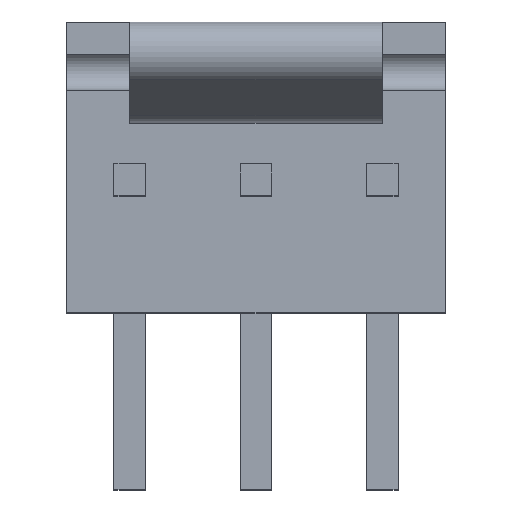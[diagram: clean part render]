
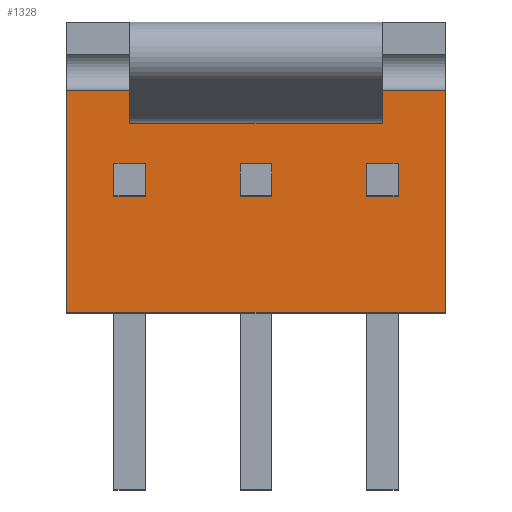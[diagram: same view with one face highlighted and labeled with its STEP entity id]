
A CAD part, top view. The second image highlights one B-rep face of the part: STEP entity #1328.
In plain terms, the highlighted planar face has unit normal (0, 0, 1).
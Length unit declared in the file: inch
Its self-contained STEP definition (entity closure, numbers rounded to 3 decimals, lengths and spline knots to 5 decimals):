
#89=DIRECTION('',(0.,-1.,0.));
#90=VECTOR('',#89,0.176);
#91=CARTESIAN_POINT('',(-0.15,0.071,0.));
#92=LINE('',#91,#90);
#253=DIRECTION('',(0.,-1.,0.));
#254=VECTOR('',#253,0.176);
#255=CARTESIAN_POINT('',(0.15,0.071,0.));
#256=LINE('',#255,#254);
#338=DIRECTION('',(1.,0.,0.));
#339=VECTOR('',#338,0.3);
#340=CARTESIAN_POINT('',(-0.15,-0.105,0.));
#341=LINE('',#340,#339);
#342=DIRECTION('',(1.,0.,0.));
#343=VECTOR('',#342,0.3);
#344=CARTESIAN_POINT('',(-0.15,0.071,0.));
#345=LINE('',#344,#343);
#346=DIRECTION('',(0.,1.,0.));
#347=VECTOR('',#346,0.025);
#348=CARTESIAN_POINT('',(0.0875,-0.0125,0.));
#349=LINE('',#348,#347);
#350=DIRECTION('',(1.,0.,0.));
#351=VECTOR('',#350,0.025);
#352=CARTESIAN_POINT('',(0.0875,-0.0125,0.));
#353=LINE('',#352,#351);
#354=DIRECTION('',(0.,1.,0.));
#355=VECTOR('',#354,0.025);
#356=CARTESIAN_POINT('',(0.1125,-0.0125,0.));
#357=LINE('',#356,#355);
#358=DIRECTION('',(1.,0.,0.));
#359=VECTOR('',#358,0.025);
#360=CARTESIAN_POINT('',(0.0875,0.0125,0.));
#361=LINE('',#360,#359);
#362=DIRECTION('',(0.,1.,0.));
#363=VECTOR('',#362,0.025);
#364=CARTESIAN_POINT('',(-0.0125,-0.0125,0.));
#365=LINE('',#364,#363);
#366=DIRECTION('',(1.,0.,0.));
#367=VECTOR('',#366,0.025);
#368=CARTESIAN_POINT('',(-0.0125,-0.0125,0.));
#369=LINE('',#368,#367);
#370=DIRECTION('',(0.,1.,0.));
#371=VECTOR('',#370,0.025);
#372=CARTESIAN_POINT('',(0.0125,-0.0125,0.));
#373=LINE('',#372,#371);
#374=DIRECTION('',(1.,0.,0.));
#375=VECTOR('',#374,0.025);
#376=CARTESIAN_POINT('',(-0.0125,0.0125,0.));
#377=LINE('',#376,#375);
#378=DIRECTION('',(0.,1.,0.));
#379=VECTOR('',#378,0.025);
#380=CARTESIAN_POINT('',(-0.1125,-0.0125,0.));
#381=LINE('',#380,#379);
#382=DIRECTION('',(1.,0.,0.));
#383=VECTOR('',#382,0.025);
#384=CARTESIAN_POINT('',(-0.1125,-0.0125,0.));
#385=LINE('',#384,#383);
#386=DIRECTION('',(0.,1.,0.));
#387=VECTOR('',#386,0.025);
#388=CARTESIAN_POINT('',(-0.0875,-0.0125,0.));
#389=LINE('',#388,#387);
#390=DIRECTION('',(1.,0.,0.));
#391=VECTOR('',#390,0.025);
#392=CARTESIAN_POINT('',(-0.1125,0.0125,0.));
#393=LINE('',#392,#391);
#754=CARTESIAN_POINT('',(-0.15,0.071,0.));
#755=VERTEX_POINT('',#754);
#756=CARTESIAN_POINT('',(-0.15,-0.105,0.));
#757=VERTEX_POINT('',#756);
#774=CARTESIAN_POINT('',(0.15,0.071,0.));
#775=VERTEX_POINT('',#774);
#776=CARTESIAN_POINT('',(0.15,-0.105,0.));
#777=VERTEX_POINT('',#776);
#858=CARTESIAN_POINT('',(0.0875,-0.0125,0.));
#859=CARTESIAN_POINT('',(0.0875,0.0125,0.));
#860=VERTEX_POINT('',#858);
#861=VERTEX_POINT('',#859);
#862=CARTESIAN_POINT('',(0.1125,-0.0125,0.));
#863=CARTESIAN_POINT('',(0.1125,0.0125,0.));
#864=VERTEX_POINT('',#862);
#865=VERTEX_POINT('',#863);
#906=CARTESIAN_POINT('',(-0.0125,-0.0125,0.));
#907=CARTESIAN_POINT('',(-0.0125,0.0125,0.));
#908=VERTEX_POINT('',#906);
#909=VERTEX_POINT('',#907);
#910=CARTESIAN_POINT('',(0.0125,-0.0125,0.));
#911=CARTESIAN_POINT('',(0.0125,0.0125,0.));
#912=VERTEX_POINT('',#910);
#913=VERTEX_POINT('',#911);
#954=CARTESIAN_POINT('',(-0.1125,-0.0125,0.));
#955=CARTESIAN_POINT('',(-0.1125,0.0125,0.));
#956=VERTEX_POINT('',#954);
#957=VERTEX_POINT('',#955);
#958=CARTESIAN_POINT('',(-0.0875,-0.0125,0.));
#959=CARTESIAN_POINT('',(-0.0875,0.0125,0.));
#960=VERTEX_POINT('',#958);
#961=VERTEX_POINT('',#959);
#1286=CARTESIAN_POINT('',(-0.15,0.071,0.));
#1287=DIRECTION('',(0.,0.,1.));
#1288=DIRECTION('',(0.,-1.,0.));
#1289=AXIS2_PLACEMENT_3D('',#1286,#1287,#1288);
#1290=PLANE('',#1289);
#1291=ORIENTED_EDGE('',*,*,#983,.F.);
#1293=ORIENTED_EDGE('',*,*,#1292,.T.);
#1294=ORIENTED_EDGE('',*,*,#1168,.T.);
#1295=ORIENTED_EDGE('',*,*,#1279,.F.);
#1296=EDGE_LOOP('',(#1291,#1293,#1294,#1295));
#1297=FACE_OUTER_BOUND('',#1296,.F.);
#1299=ORIENTED_EDGE('',*,*,#1298,.F.);
#1301=ORIENTED_EDGE('',*,*,#1300,.T.);
#1303=ORIENTED_EDGE('',*,*,#1302,.T.);
#1305=ORIENTED_EDGE('',*,*,#1304,.F.);
#1306=EDGE_LOOP('',(#1299,#1301,#1303,#1305));
#1307=FACE_BOUND('',#1306,.F.);
#1309=ORIENTED_EDGE('',*,*,#1308,.F.);
#1311=ORIENTED_EDGE('',*,*,#1310,.T.);
#1313=ORIENTED_EDGE('',*,*,#1312,.T.);
#1315=ORIENTED_EDGE('',*,*,#1314,.F.);
#1316=EDGE_LOOP('',(#1309,#1311,#1313,#1315));
#1317=FACE_BOUND('',#1316,.F.);
#1319=ORIENTED_EDGE('',*,*,#1318,.F.);
#1321=ORIENTED_EDGE('',*,*,#1320,.T.);
#1323=ORIENTED_EDGE('',*,*,#1322,.T.);
#1325=ORIENTED_EDGE('',*,*,#1324,.F.);
#1326=EDGE_LOOP('',(#1319,#1321,#1323,#1325));
#1327=FACE_BOUND('',#1326,.F.);
#1328=ADVANCED_FACE('',(#1297,#1307,#1317,#1327),#1290,.T.);
#983=EDGE_CURVE('',#755,#757,#92,.T.);
#1168=EDGE_CURVE('',#775,#777,#256,.T.);
#1279=EDGE_CURVE('',#757,#777,#341,.T.);
#1292=EDGE_CURVE('',#755,#775,#345,.T.);
#1298=EDGE_CURVE('',#860,#861,#349,.T.);
#1300=EDGE_CURVE('',#860,#864,#353,.T.);
#1302=EDGE_CURVE('',#864,#865,#357,.T.);
#1304=EDGE_CURVE('',#861,#865,#361,.T.);
#1308=EDGE_CURVE('',#908,#909,#365,.T.);
#1310=EDGE_CURVE('',#908,#912,#369,.T.);
#1312=EDGE_CURVE('',#912,#913,#373,.T.);
#1314=EDGE_CURVE('',#909,#913,#377,.T.);
#1318=EDGE_CURVE('',#956,#957,#381,.T.);
#1320=EDGE_CURVE('',#956,#960,#385,.T.);
#1322=EDGE_CURVE('',#960,#961,#389,.T.);
#1324=EDGE_CURVE('',#957,#961,#393,.T.);
